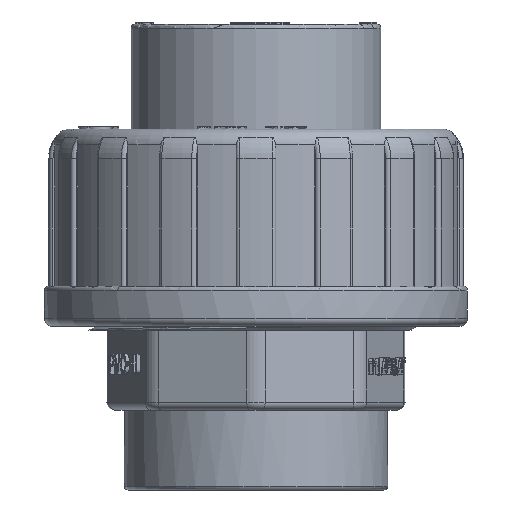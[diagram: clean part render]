
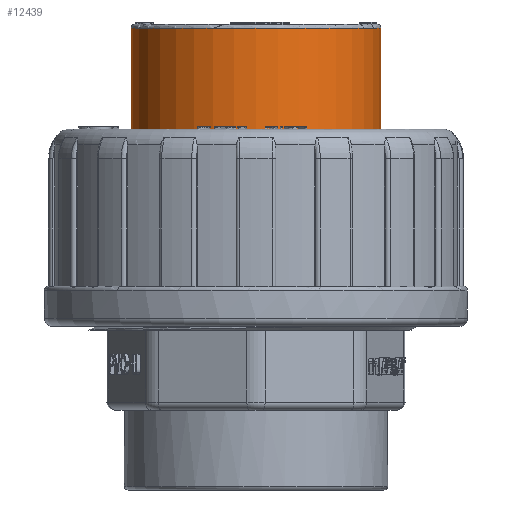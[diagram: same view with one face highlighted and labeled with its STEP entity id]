
A CAD part, front view. The second image highlights one B-rep face of the part: STEP entity #12439.
In plain terms, the highlighted cylindrical face has radius 15.65 mm (diameter 31.3 mm), a full revolution.
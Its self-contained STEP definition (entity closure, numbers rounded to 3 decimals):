
#11602=CYLINDRICAL_SURFACE('',#37892,15.65);
#12439=ADVANCED_FACE('',(#15261,#15262),#11602,.T.);
#15261=FACE_BOUND('',#16241,.T.);
#15262=FACE_BOUND('',#16242,.T.);
#16241=EDGE_LOOP('',(#22333));
#16242=EDGE_LOOP('',(#22334));
#22333=ORIENTED_EDGE('',*,*,#34123,.T.);
#22334=ORIENTED_EDGE('',*,*,#34124,.T.);
#29896=VERTEX_POINT('',#58636);
#29897=VERTEX_POINT('',#58639);
#34123=EDGE_CURVE('',#29896,#29896,#36839,.T.);
#34124=EDGE_CURVE('',#29897,#29897,#36840,.T.);
#36839=CIRCLE('',#37888,15.65);
#36840=CIRCLE('',#37890,15.65);
#37888=AXIS2_PLACEMENT_3D('',#58635,#43273,#43274);
#37890=AXIS2_PLACEMENT_3D('',#58638,#43277,#43278);
#37892=AXIS2_PLACEMENT_3D('',#58641,#43281,#43282);
#43273=DIRECTION('',(0.,0.,1.));
#43274=DIRECTION('',(1.,0.,0.));
#43277=DIRECTION('',(0.,0.,-1.));
#43278=DIRECTION('',(1.,0.,0.));
#43281=DIRECTION('',(0.,0.,1.));
#43282=DIRECTION('',(-1.,0.,0.));
#58635=CARTESIAN_POINT('',(64.,0.,20.7));
#58636=CARTESIAN_POINT('',(79.65,0.,20.7));
#58638=CARTESIAN_POINT('',(64.,0.,33.3));
#58639=CARTESIAN_POINT('',(79.65,0.,33.3));
#58641=CARTESIAN_POINT('',(64.,0.,12.));
